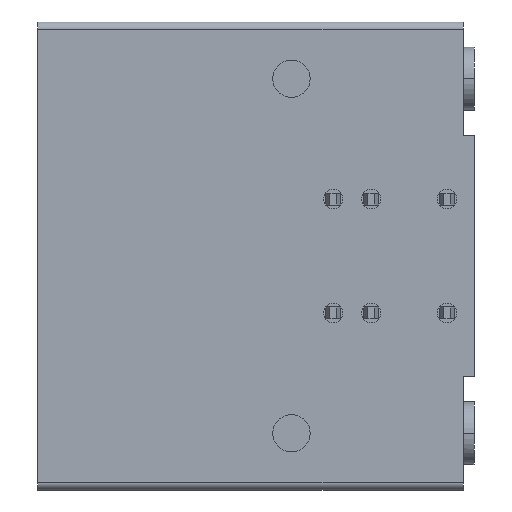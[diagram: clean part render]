
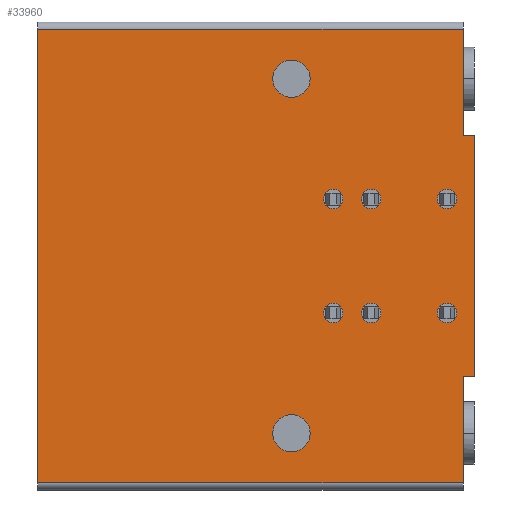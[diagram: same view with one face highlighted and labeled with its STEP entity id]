
A CAD part, front view. The second image highlights one B-rep face of the part: STEP entity #33960.
In plain terms, the highlighted planar face has unit normal (0, -1, 0).
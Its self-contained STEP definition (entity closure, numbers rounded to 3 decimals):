
#4730=CARTESIAN_POINT('',(44.456,11.813,
18.375));
#4740=VERTEX_POINT('',#4730);
#4820=CARTESIAN_POINT('',(44.456,11.813,
19.675));
#4830=VERTEX_POINT('',#4820);
#4860=CARTESIAN_POINT('',(44.456,11.813,
19.025));
#4870=DIRECTION('',(0.,-1.,-0.));
#4880=DIRECTION('',(0.,0.,1.));
#4890=AXIS2_PLACEMENT_3D('',#4860,#4870,#4880);
#4900=CIRCLE('',#4890,0.65);
#4910=CARTESIAN_POINT('',(45.106,11.813,
19.025));
#4920=VERTEX_POINT('',#4910);
#4930=EDGE_CURVE('',#4920,#4830,#4900,.T.);
#4950=EDGE_CURVE('',#4740,#4920,#4900,.T.);
#7840=CARTESIAN_POINT('',(39.376,11.813,
19.675));
#7850=VERTEX_POINT('',#7840);
#7940=CARTESIAN_POINT('',(39.376,11.813,
18.375));
#7950=VERTEX_POINT('',#7940);
#7980=CARTESIAN_POINT('',(39.376,11.813,
19.025));
#7990=DIRECTION('',(0.,-1.,-0.));
#8000=DIRECTION('',(0.,0.,1.));
#8010=AXIS2_PLACEMENT_3D('',#7980,#7990,#8000);
#8020=CIRCLE('',#8010,0.65);
#8030=CARTESIAN_POINT('',(38.726,11.813,
19.025));
#8040=VERTEX_POINT('',#8030);
#8050=EDGE_CURVE('',#8040,#7950,#8020,.T.);
#8070=EDGE_CURVE('',#7850,#8040,#8020,.T.);
#10960=CARTESIAN_POINT('',(36.836,11.813,
19.675));
#10970=VERTEX_POINT('',#10960);
#11060=CARTESIAN_POINT('',(36.836,11.813,
18.375));
#11070=VERTEX_POINT('',#11060);
#11100=CARTESIAN_POINT('',(36.836,11.813,
19.025));
#11110=DIRECTION('',(0.,-1.,-0.));
#11120=DIRECTION('',(0.,0.,1.));
#11130=AXIS2_PLACEMENT_3D('',#11100,#11110,#11120);
#11140=CIRCLE('',#11130,0.65);
#11150=CARTESIAN_POINT('',(36.186,11.813,
19.025));
#11160=VERTEX_POINT('',#11150);
#11170=EDGE_CURVE('',#11160,#11070,#11140,.T.);
#11190=EDGE_CURVE('',#10970,#11160,#11140,.T.);
#11400=CARTESIAN_POINT('',(46.286,11.813,
7.145));
#11410=VERTEX_POINT('',#11400);
#11460=CARTESIAN_POINT('',(46.286,11.813,11.405));
#11470=DIRECTION('',(0.,0.,-1.));
#11480=VECTOR('',#11470,1.);
#11490=LINE('',#11460,#11480);
#11500=CARTESIAN_POINT('',(46.286,11.813,
23.285));
#11510=VERTEX_POINT('',#11500);
#11520=EDGE_CURVE('',#11510,#11410,#11490,.T.);
#12530=CARTESIAN_POINT('',(45.536,11.813,
23.285));
#12540=VERTEX_POINT('',#12530);
#12750=CARTESIAN_POINT('',(21.816,11.813,
23.285));
#12760=DIRECTION('',(1.,0.,-0.));
#12770=VECTOR('',#12760,1.);
#12780=LINE('',#12750,#12770);
#12790=EDGE_CURVE('',#12540,#11510,#12780,.T.);
#15050=CARTESIAN_POINT('',(35.286,11.813,
27.085));
#15060=VERTEX_POINT('',#15050);
#15090=CARTESIAN_POINT('',(34.036,11.813,
27.085));
#15100=DIRECTION('',(0.,-1.,0.));
#15110=DIRECTION('',(1.,0.,0.));
#15120=AXIS2_PLACEMENT_3D('',#15090,#15100,#15110);
#15130=CIRCLE('',#15120,1.25);
#15140=CARTESIAN_POINT('',(32.786,11.813,
27.085));
#15150=VERTEX_POINT('',#15140);
#15160=EDGE_CURVE('',#15150,#15060,#15130,.T.);
#24160=CARTESIAN_POINT('',(45.536,11.813,
2.852));
#24170=DIRECTION('',(0.,0.,-1.));
#24180=VECTOR('',#24170,1.);
#24190=LINE('',#24160,#24180);
#24200=CARTESIAN_POINT('',(45.536,11.813,
30.385));
#24210=VERTEX_POINT('',#24200);
#24220=EDGE_CURVE('',#24210,#12540,#24190,.T.);
#26090=CARTESIAN_POINT('',(46.286,11.813,
30.385));
#26100=DIRECTION('',(-1.,0.,0.));
#26110=VECTOR('',#26100,1.);
#26120=LINE('',#26090,#26110);
#26130=CARTESIAN_POINT('',(17.036,11.813,
30.385));
#26140=VERTEX_POINT('',#26130);
#26150=EDGE_CURVE('',#24210,#26140,#26120,.T.);
#29870=CARTESIAN_POINT('',(17.036,11.813,
2.852));
#29880=DIRECTION('',(0.,0.,1.));
#29890=VECTOR('',#29880,1.);
#29900=LINE('',#29870,#29890);
#29910=CARTESIAN_POINT('',(17.036,11.813,
0.045));
#29920=VERTEX_POINT('',#29910);
#29930=EDGE_CURVE('',#29920,#26140,#29900,.T.);
#32670=CARTESIAN_POINT('',(30.74,11.813,
24.515));
#32680=DIRECTION('',(0.,-1.,-0.));
#32690=DIRECTION('',(-1.,0.,0.));
#32700=AXIS2_PLACEMENT_3D('',#32670,#32680,#32690);
#32710=PLANE('',#32700);
#32720=EDGE_CURVE('',#15060,#15150,#15130,.T.);
#32730=ORIENTED_EDGE('',*,*,#32720,.F.);
#32740=ORIENTED_EDGE('',*,*,#15160,.F.);
#32750=EDGE_LOOP('',(#32740,#32730));
#32760=FACE_BOUND('',#32750,.T.);
#32770=ORIENTED_EDGE('',*,*,#8050,.F.);
#32780=EDGE_CURVE('',#7950,#7850,#8020,.T.);
#32790=ORIENTED_EDGE('',*,*,#32780,.F.);
#32800=ORIENTED_EDGE('',*,*,#8070,.F.);
#32810=EDGE_LOOP('',(#32800,#32790,#32770));
#32820=FACE_BOUND('',#32810,.T.);
#32830=CARTESIAN_POINT('',(34.036,11.813,
3.345));
#32840=DIRECTION('',(0.,1.,0.));
#32850=DIRECTION('',(1.,0.,0.));
#32860=AXIS2_PLACEMENT_3D('',#32830,#32840,#32850);
#32870=CIRCLE('',#32860,1.25);
#32880=CARTESIAN_POINT('',(35.286,11.813,
3.345));
#32890=VERTEX_POINT('',#32880);
#32900=CARTESIAN_POINT('',(32.786,11.813,
3.345));
#32910=VERTEX_POINT('',#32900);
#32920=EDGE_CURVE('',#32890,#32910,#32870,.T.);
#32930=ORIENTED_EDGE('',*,*,#32920,.T.);
#32940=EDGE_CURVE('',#32910,#32890,#32870,.T.);
#32950=ORIENTED_EDGE('',*,*,#32940,.T.);
#32960=EDGE_LOOP('',(#32950,#32930));
#32970=FACE_BOUND('',#32960,.T.);
#32980=CARTESIAN_POINT('',(39.376,11.813,
11.405));
#32990=DIRECTION('',(0.,-1.,-0.));
#33000=DIRECTION('',(0.,0.,1.));
#33010=AXIS2_PLACEMENT_3D('',#32980,#32990,#33000);
#33020=CIRCLE('',#33010,0.65);
#33030=CARTESIAN_POINT('',(40.026,11.813,
11.405));
#33040=VERTEX_POINT('',#33030);
#33050=CARTESIAN_POINT('',(39.376,11.813,
12.055));
#33060=VERTEX_POINT('',#33050);
#33070=EDGE_CURVE('',#33040,#33060,#33020,.T.);
#33080=ORIENTED_EDGE('',*,*,#33070,.F.);
#33090=CARTESIAN_POINT('',(39.376,11.813,
10.755));
#33100=VERTEX_POINT('',#33090);
#33110=EDGE_CURVE('',#33060,#33100,#33020,.T.);
#33120=ORIENTED_EDGE('',*,*,#33110,.F.);
#33130=EDGE_CURVE('',#33100,#33040,#33020,.T.);
#33140=ORIENTED_EDGE('',*,*,#33130,.F.);
#33150=EDGE_LOOP('',(#33140,#33120,#33080));
#33160=FACE_BOUND('',#33150,.T.);
#33170=CARTESIAN_POINT('',(44.456,11.813,
11.405));
#33180=DIRECTION('',(0.,-1.,-0.));
#33190=DIRECTION('',(0.,0.,1.));
#33200=AXIS2_PLACEMENT_3D('',#33170,#33180,#33190);
#33210=CIRCLE('',#33200,0.65);
#33220=CARTESIAN_POINT('',(45.106,11.813,
11.405));
#33230=VERTEX_POINT('',#33220);
#33240=CARTESIAN_POINT('',(44.456,11.813,
12.055));
#33250=VERTEX_POINT('',#33240);
#33260=EDGE_CURVE('',#33230,#33250,#33210,.T.);
#33270=ORIENTED_EDGE('',*,*,#33260,.F.);
#33280=CARTESIAN_POINT('',(44.456,11.813,
10.755));
#33290=VERTEX_POINT('',#33280);
#33300=EDGE_CURVE('',#33250,#33290,#33210,.T.);
#33310=ORIENTED_EDGE('',*,*,#33300,.F.);
#33320=EDGE_CURVE('',#33290,#33230,#33210,.T.);
#33330=ORIENTED_EDGE('',*,*,#33320,.F.);
#33340=EDGE_LOOP('',(#33330,#33310,#33270));
#33350=FACE_BOUND('',#33340,.T.);
#33360=CARTESIAN_POINT('',(36.836,11.813,
11.405));
#33370=DIRECTION('',(0.,-1.,-0.));
#33380=DIRECTION('',(0.,0.,1.));
#33390=AXIS2_PLACEMENT_3D('',#33360,#33370,#33380);
#33400=CIRCLE('',#33390,0.65);
#33410=CARTESIAN_POINT('',(36.186,11.813,
11.405));
#33420=VERTEX_POINT('',#33410);
#33430=CARTESIAN_POINT('',(36.836,11.813,
10.755));
#33440=VERTEX_POINT('',#33430);
#33450=EDGE_CURVE('',#33420,#33440,#33400,.T.);
#33460=ORIENTED_EDGE('',*,*,#33450,.F.);
#33470=CARTESIAN_POINT('',(36.836,11.813,
12.055));
#33480=VERTEX_POINT('',#33470);
#33490=EDGE_CURVE('',#33440,#33480,#33400,.T.);
#33500=ORIENTED_EDGE('',*,*,#33490,.F.);
#33510=EDGE_CURVE('',#33480,#33420,#33400,.T.);
#33520=ORIENTED_EDGE('',*,*,#33510,.F.);
#33530=EDGE_LOOP('',(#33520,#33500,#33460));
#33540=FACE_BOUND('',#33530,.T.);
#33550=CARTESIAN_POINT('',(21.816,11.813,
7.145));
#33560=DIRECTION('',(-1.,0.,0.));
#33570=VECTOR('',#33560,1.);
#33580=LINE('',#33550,#33570);
#33590=CARTESIAN_POINT('',(45.536,11.813,
7.145));
#33600=VERTEX_POINT('',#33590);
#33610=EDGE_CURVE('',#11410,#33600,#33580,.T.);
#33620=ORIENTED_EDGE('',*,*,#33610,.F.);
#33630=CARTESIAN_POINT('',(45.536,11.813,
27.578));
#33640=DIRECTION('',(0.,0.,-1.));
#33650=VECTOR('',#33640,1.);
#33660=LINE('',#33630,#33650);
#33670=CARTESIAN_POINT('',(45.536,11.813,
0.045));
#33680=VERTEX_POINT('',#33670);
#33690=EDGE_CURVE('',#33600,#33680,#33660,.T.);
#33700=ORIENTED_EDGE('',*,*,#33690,.F.);
#33710=CARTESIAN_POINT('',(44.701,11.813,
0.045));
#33720=DIRECTION('',(1.,0.,0.));
#33730=VECTOR('',#33720,1.);
#33740=LINE('',#33710,#33730);
#33750=EDGE_CURVE('',#29920,#33680,#33740,.T.);
#33760=ORIENTED_EDGE('',*,*,#33750,.T.);
#33770=ORIENTED_EDGE('',*,*,#29930,.F.);
#33780=ORIENTED_EDGE('',*,*,#26150,.T.);
#33790=ORIENTED_EDGE('',*,*,#24220,.F.);
#33800=ORIENTED_EDGE('',*,*,#12790,.F.);
#33810=ORIENTED_EDGE('',*,*,#11520,.F.);
#33820=EDGE_LOOP('',(#33810,#33800,#33790,#33780,#33770,#33760,#33700,
#33620));
#33830=FACE_OUTER_BOUND('',#33820,.T.);
#33840=ORIENTED_EDGE('',*,*,#4930,.F.);
#33850=EDGE_CURVE('',#4830,#4740,#4900,.T.);
#33860=ORIENTED_EDGE('',*,*,#33850,.F.);
#33870=ORIENTED_EDGE('',*,*,#4950,.F.);
#33880=EDGE_LOOP('',(#33870,#33860,#33840));
#33890=FACE_BOUND('',#33880,.T.);
#33900=ORIENTED_EDGE('',*,*,#11170,.F.);
#33910=EDGE_CURVE('',#11070,#10970,#11140,.T.);
#33920=ORIENTED_EDGE('',*,*,#33910,.F.);
#33930=ORIENTED_EDGE('',*,*,#11190,.F.);
#33940=EDGE_LOOP('',(#33930,#33920,#33900));
#33950=FACE_BOUND('',#33940,.T.);
#33960=ADVANCED_FACE('',(#32760,#32820,#32970,#33160,#33350,#33540,
#33830,#33890,#33950),#32710,.T.);
